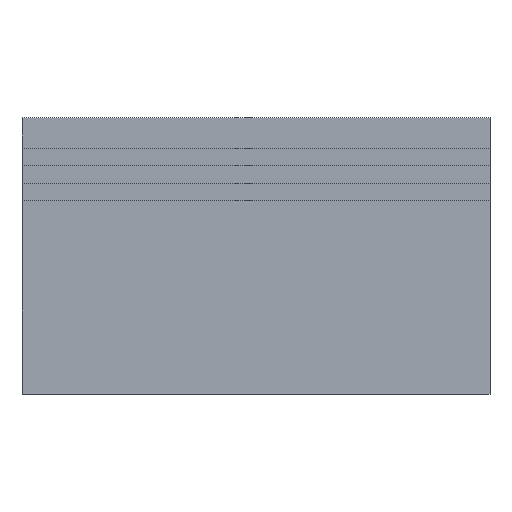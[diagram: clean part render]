
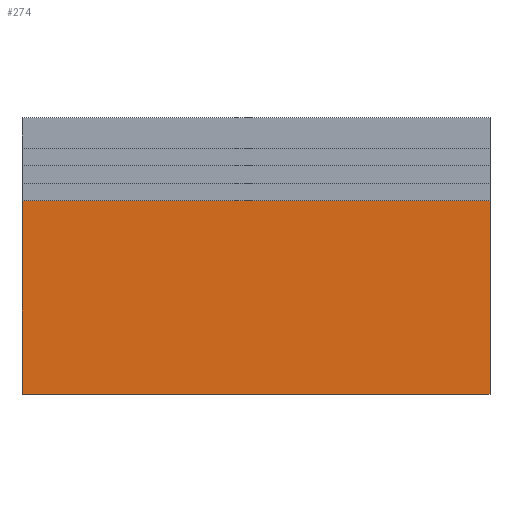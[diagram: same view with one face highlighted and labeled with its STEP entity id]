
A CAD part, top view. The second image highlights one B-rep face of the part: STEP entity #274.
In plain terms, the highlighted planar face has unit normal (0, 0, 1).
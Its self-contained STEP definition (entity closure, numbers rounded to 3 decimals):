
#21=FACE_OUTER_BOUND('',#35,.T.);
#35=EDGE_LOOP('',(#202,#203,#204,#205));
#52=LINE('',#406,#88);
#65=LINE('',#432,#101);
#66=LINE('',#434,#102);
#67=LINE('',#435,#103);
#88=VECTOR('',#335,10.);
#101=VECTOR('',#356,10.);
#102=VECTOR('',#357,10.);
#103=VECTOR('',#358,10.);
#122=VERTEX_POINT('',#404);
#123=VERTEX_POINT('',#405);
#132=VERTEX_POINT('',#431);
#133=VERTEX_POINT('',#433);
#148=EDGE_CURVE('',#122,#123,#52,.T.);
#161=EDGE_CURVE('',#123,#132,#65,.T.);
#162=EDGE_CURVE('',#132,#133,#66,.T.);
#163=EDGE_CURVE('',#133,#122,#67,.T.);
#202=ORIENTED_EDGE('',*,*,#148,.T.);
#203=ORIENTED_EDGE('',*,*,#161,.T.);
#204=ORIENTED_EDGE('',*,*,#162,.T.);
#205=ORIENTED_EDGE('',*,*,#163,.T.);
#253=PLANE('',#308);
#274=ADVANCED_FACE('',(#21),#253,.T.);
#308=AXIS2_PLACEMENT_3D('',#430,#354,#355);
#335=DIRECTION('',(-1.,0.,0.));
#354=DIRECTION('center_axis',(0.,0.,1.));
#355=DIRECTION('ref_axis',(1.,0.,0.));
#356=DIRECTION('',(0.,-1.,0.));
#357=DIRECTION('',(1.,0.,0.));
#358=DIRECTION('',(0.,1.,0.));
#404=CARTESIAN_POINT('',(33.,-5.85,1.7));
#405=CARTESIAN_POINT('',(0.,-5.85,1.7));
#406=CARTESIAN_POINT('',(8.25,-5.85,1.7));
#430=CARTESIAN_POINT('Origin',(16.5,-9.75,1.7));
#431=CARTESIAN_POINT('',(0.,-19.5,1.7));
#432=CARTESIAN_POINT('',(0.,-19.5,1.7));
#433=CARTESIAN_POINT('',(33.,-19.5,1.7));
#434=CARTESIAN_POINT('',(33.,-19.5,1.7));
#435=CARTESIAN_POINT('',(33.,0.,1.7));
